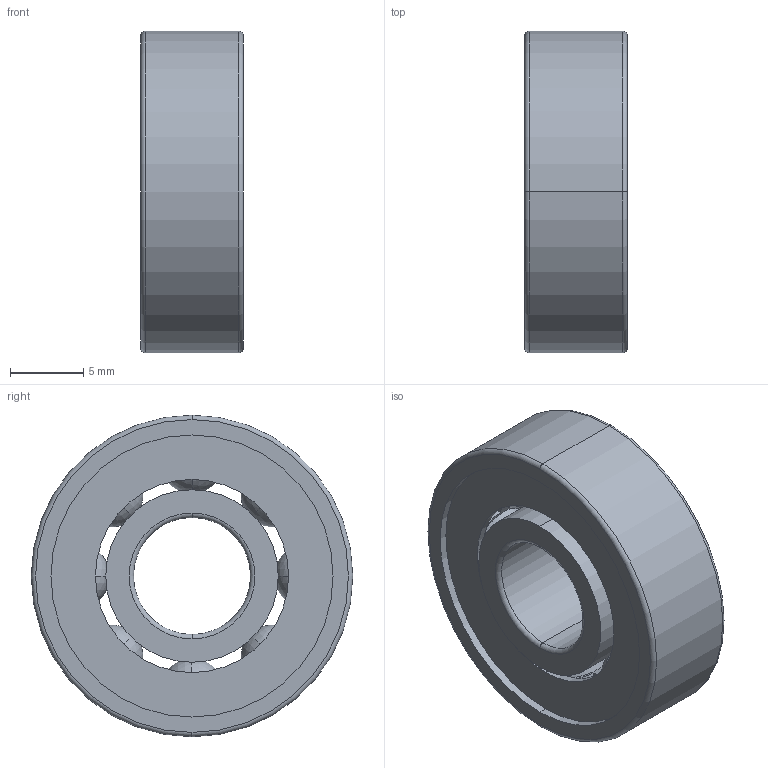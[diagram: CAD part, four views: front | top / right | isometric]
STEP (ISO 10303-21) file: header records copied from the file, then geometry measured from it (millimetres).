
FILE_DESCRIPTION (( 'STEP AP214' ), '1' );
FILE_NAME ('Bearing 8x22x7mmÖá³Ð608-Z.step', '2016-10-28T04:15:08', ( 'dell' ), ( '' ), 'SwSTEP 2.0', 'SolidWorks 2013', '' );
FILE_SCHEMA (( 'AUTOMOTIVE_DESIGN' ));
Length unit declared in the file: millimetre
Products named in the file (1): Bearing 8x22x7mm粣創608-Z
Bounding box: 7 x 22 x 22 mm (x, y, z)
Volume: 1526.2 mm3; surface area: 2783 mm2
Topology: 3 solids, 3 shells, 126 faces, 300 edges, 194 vertices
Faces by surface type: sphere 64, cylinder 24, plane 24, torus 14
Entity records: 6750 total; most frequent: CARTESIAN_POINT 2397, DIRECTION 634, ORIENTED_EDGE 600, AXIS2_PLACEMENT_3D 303, EDGE_CURVE 300, VERTEX_POINT 194, CIRCLE 176, EDGE_LOOP 146
